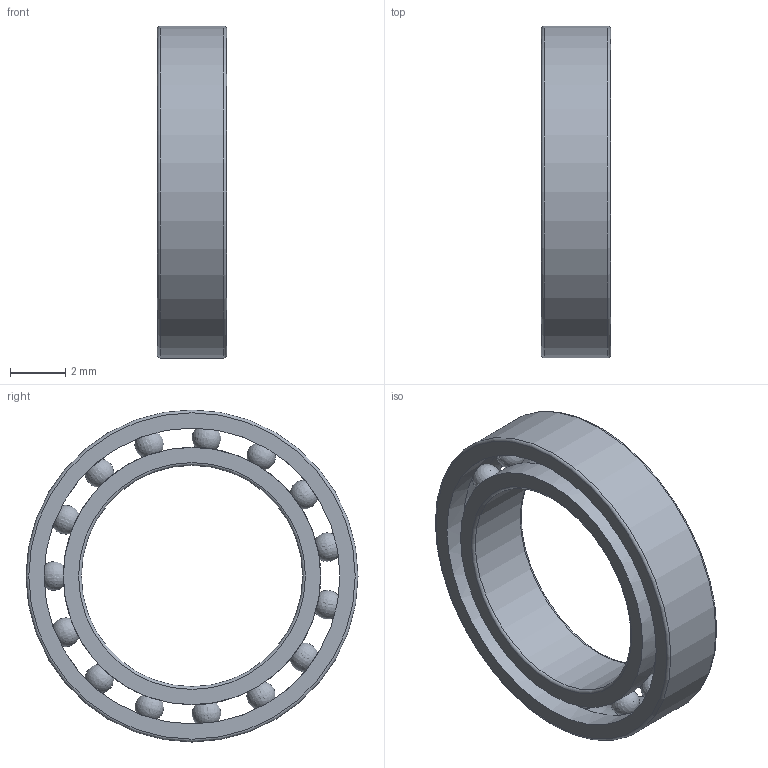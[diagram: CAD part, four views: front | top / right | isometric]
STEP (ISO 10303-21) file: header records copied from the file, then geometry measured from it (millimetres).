
FILE_DESCRIPTION(/* description */ ('Deep Groove Ball Bearing'),/* implementation_level */ '2;1');
FILE_NAME(/* name */ 'JIS B 1521 678 8x12x2_5_ipt_8515fa41.STEP',/* time_stamp */ '2021-07-17T23:46:22-05:00',/* author */ ('Usuario'),/* organization */ (''),/* preprocessor_version */ 'ST-DEVELOPER v18',/* originating_system */ 'Autodesk Inventor 2020',/* authorisation */ '');
FILE_SCHEMA (('AUTOMOTIVE_DESIGN { 1 0 10303 214 3 1 1 }'));
Length unit declared in the file: millimetre
Products named in the file (1): JIS B 1521 - 678 8x12x2,5
Bounding box: 2.5 x 12 x 12 mm (x, y, z)
Volume: 105.2 mm3; surface area: 447.8 mm2
Topology: 17 solids, 17 shells, 59 faces, 177 edges, 122 vertices
Faces by surface type: torus 34, sphere 15, cylinder 6, plane 4
Full cylindrical faces by diameter (mm): 8 x1, 9.304 x2, 10.696 x2, 12 x1
Entity records: 2411 total; most frequent: DIRECTION 468, CARTESIAN_POINT 419, ORIENTED_EDGE 354, AXIS2_PLACEMENT_3D 231, VERTEX_POINT 182, EDGE_CURVE 177, CIRCLE 171, EDGE_LOOP 93
